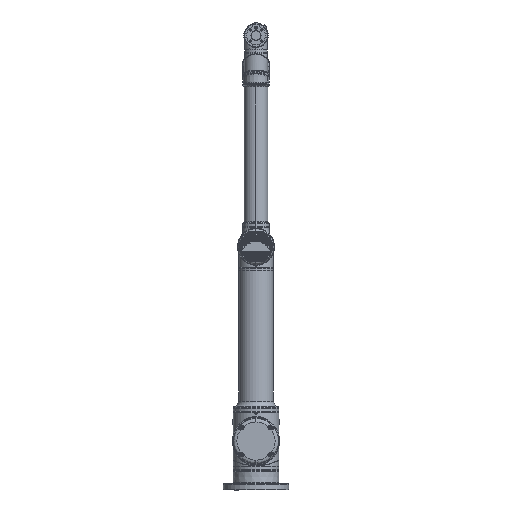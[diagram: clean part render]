
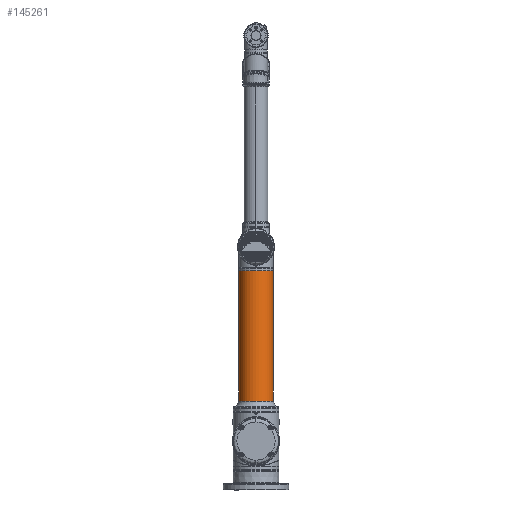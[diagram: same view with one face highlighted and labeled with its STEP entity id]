
A CAD part, front view. The second image highlights one B-rep face of the part: STEP entity #145261.
In plain terms, the highlighted cylindrical face has radius 58 mm (diameter 116 mm), a partial arc.
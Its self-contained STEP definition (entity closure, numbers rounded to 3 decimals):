
#6311 = VERTEX_POINT ( 'NONE', #24091 ) ;
#11610 = EDGE_CURVE ( 'NONE', #6311, #162131, #95854, .T. ) ;
#15050 = DIRECTION ( 'NONE',  ( 0., 1., 0. ) ) ;
#17924 = AXIS2_PLACEMENT_3D ( 'NONE', #146821, #85296, #43596 ) ;
#19888 = AXIS2_PLACEMENT_3D ( 'NONE', #24936, #126309, #184898 ) ;
#22466 = CARTESIAN_POINT ( 'NONE',  ( 0., 87., 0. ) ) ;
#24091 = CARTESIAN_POINT ( 'NONE',  ( 0., 133.238, -58. ) ) ;
#24936 = CARTESIAN_POINT ( 'NONE',  ( 0., 566.7, 0. ) ) ;
#25958 = EDGE_CURVE ( 'NONE', #59481, #136873, #175941, .T. ) ;
#29157 = ORIENTED_EDGE ( 'NONE', *, *, #150060, .F. ) ;
#43596 = DIRECTION ( 'NONE',  ( 0., 0., -1. ) ) ;
#49890 = DIRECTION ( 'NONE',  ( 0., 1., 0. ) ) ;
#58797 = ORIENTED_EDGE ( 'NONE', *, *, #126963, .T. ) ;
#59481 = VERTEX_POINT ( 'NONE', #82907 ) ;
#66958 = DIRECTION ( 'NONE',  ( 0., 0., 1. ) ) ;
#70188 = EDGE_LOOP ( 'NONE', ( #83835, #29157, #144653, #58797 ) ) ;
#82907 = CARTESIAN_POINT ( 'NONE',  ( 0., 133.238, 58. ) ) ;
#83835 = ORIENTED_EDGE ( 'NONE', *, *, #11610, .F. ) ;
#84384 = CIRCLE ( 'NONE', #17924, 58. ) ;
#85296 = DIRECTION ( 'NONE',  ( 0., -1., 0. ) ) ;
#91298 = CARTESIAN_POINT ( 'NONE',  ( 0., 566.7, -58. ) ) ;
#94928 = DIRECTION ( 'NONE',  ( 0., 1., 0. ) ) ;
#95854 = LINE ( 'NONE', #135725, #148023 ) ;
#126309 = DIRECTION ( 'NONE',  ( 0., -1., 0. ) ) ;
#126963 = EDGE_CURVE ( 'NONE', #136873, #162131, #128828, .T. ) ;
#128537 = CARTESIAN_POINT ( 'NONE',  ( 0., 566.7, 58. ) ) ;
#128828 = CIRCLE ( 'NONE', #19888, 58. ) ;
#132447 = CARTESIAN_POINT ( 'NONE',  ( 0., 87., 58. ) ) ;
#135725 = CARTESIAN_POINT ( 'NONE',  ( 0., 87., -58. ) ) ;
#136873 = VERTEX_POINT ( 'NONE', #128537 ) ;
#140421 = AXIS2_PLACEMENT_3D ( 'NONE', #22466, #49890, #66958 ) ;
#144653 = ORIENTED_EDGE ( 'NONE', *, *, #25958, .T. ) ;
#145261 = ADVANCED_FACE ( 'NONE', ( #181509 ), #167312, .T. ) ;
#146821 = CARTESIAN_POINT ( 'NONE',  ( 0., 133.238, 0. ) ) ;
#148023 = VECTOR ( 'NONE', #94928, 1000. ) ;
#150060 = EDGE_CURVE ( 'NONE', #59481, #6311, #84384, .T. ) ;
#155862 = VECTOR ( 'NONE', #15050, 1000. ) ;
#162131 = VERTEX_POINT ( 'NONE', #91298 ) ;
#167312 = CYLINDRICAL_SURFACE ( 'NONE', #140421, 58. ) ;
#175941 = LINE ( 'NONE', #132447, #155862 ) ;
#181509 = FACE_OUTER_BOUND ( 'NONE', #70188, .T. ) ;
#184898 = DIRECTION ( 'NONE',  ( 0., 0., -1. ) ) ;
